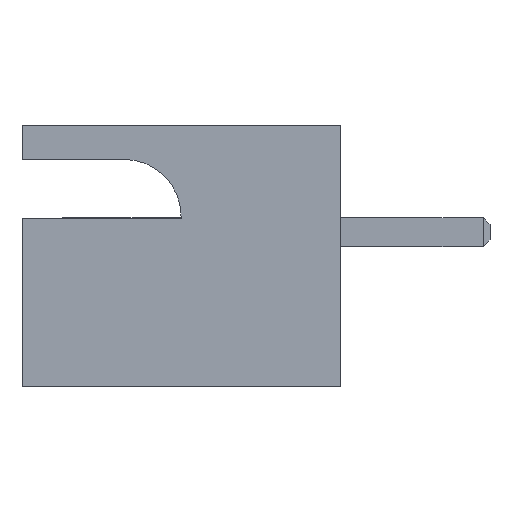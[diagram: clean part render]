
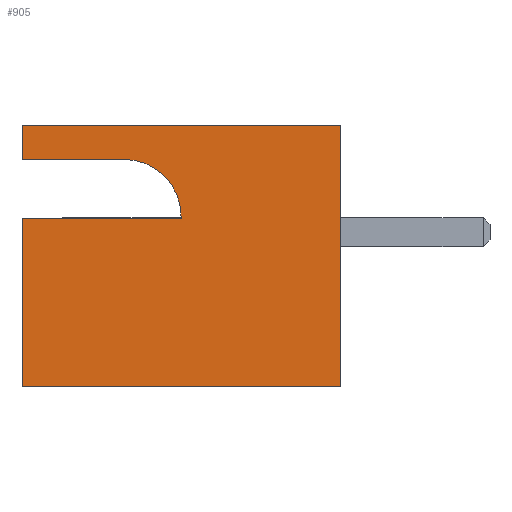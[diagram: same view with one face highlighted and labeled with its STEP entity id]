
A CAD part, left-side view. The second image highlights one B-rep face of the part: STEP entity #905.
In plain terms, the highlighted planar face has unit normal (-1, 0, 0).
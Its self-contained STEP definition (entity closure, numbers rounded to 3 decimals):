
#18 = VERTEX_POINT ( 'NONE', #4758 ) ;
#111 = CARTESIAN_POINT ( 'NONE',  ( -6.2, 7., -2.875 ) ) ;
#166 = VERTEX_POINT ( 'NONE', #2861 ) ;
#173 = ORIENTED_EDGE ( 'NONE', *, *, #1292, .T. ) ;
#259 = CARTESIAN_POINT ( 'NONE',  ( -6.2, 7., 2.125 ) ) ;
#276 = ORIENTED_EDGE ( 'NONE', *, *, #3850, .T. ) ;
#278 = DIRECTION ( 'NONE',  ( 0., 0., 1. ) ) ;
#423 = ORIENTED_EDGE ( 'NONE', *, *, #3412, .T. ) ;
#485 = CARTESIAN_POINT ( 'NONE',  ( -6.2, 7., 2.875 ) ) ;
#539 = VECTOR ( 'NONE', #2167, 1000. ) ;
#556 = CARTESIAN_POINT ( 'NONE',  ( -6.2, 3.5, 0.825 ) ) ;
#579 = EDGE_CURVE ( 'NONE', #3200, #166, #2002, .T. ) ;
#609 = ORIENTED_EDGE ( 'NONE', *, *, #1238, .T. ) ;
#628 = VECTOR ( 'NONE', #2595, 1000. ) ;
#657 = CARTESIAN_POINT ( 'NONE',  ( -6.2, 7., 2.125 ) ) ;
#706 = LINE ( 'NONE', #2947, #2537 ) ;
#803 = VERTEX_POINT ( 'NONE', #1424 ) ;
#835 = DIRECTION ( 'NONE',  ( 0., -1., 0. ) ) ;
#853 = VECTOR ( 'NONE', #278, 1000. ) ;
#896 = ORIENTED_EDGE ( 'NONE', *, *, #4766, .T. ) ;
#905 = ADVANCED_FACE ( 'NONE', ( #4637 ), #2361, .F. ) ;
#952 = CARTESIAN_POINT ( 'NONE',  ( -6.2, 7., -2.875 ) ) ;
#1088 = LINE ( 'NONE', #4521, #853 ) ;
#1230 = CARTESIAN_POINT ( 'NONE',  ( -6.2, 7., 2.875 ) ) ;
#1238 = EDGE_CURVE ( 'NONE', #1548, #18, #3338, .T. ) ;
#1259 = EDGE_CURVE ( 'NONE', #1454, #166, #1088, .T. ) ;
#1292 = EDGE_CURVE ( 'NONE', #3792, #3627, #706, .T. ) ;
#1298 = EDGE_CURVE ( 'NONE', #1548, #3200, #4903, .T. ) ;
#1337 = DIRECTION ( 'NONE',  ( 0., 0., -1. ) ) ;
#1424 = CARTESIAN_POINT ( 'NONE',  ( -6.2, 7., -2.875 ) ) ;
#1440 = VECTOR ( 'NONE', #1337, 1000. ) ;
#1454 = VERTEX_POINT ( 'NONE', #3375 ) ;
#1548 = VERTEX_POINT ( 'NONE', #259 ) ;
#1775 = LINE ( 'NONE', #952, #4253 ) ;
#1972 = DIRECTION ( 'NONE',  ( 1., 0., 0. ) ) ;
#2002 = LINE ( 'NONE', #1230, #4684 ) ;
#2088 = CARTESIAN_POINT ( 'NONE',  ( -6.2, 3.5, 0.875 ) ) ;
#2167 = DIRECTION ( 'NONE',  ( 0., -1., 0. ) ) ;
#2361 = PLANE ( 'NONE',  #4451 ) ;
#2482 = AXIS2_PLACEMENT_3D ( 'NONE', #2579, #3024, #4879 ) ;
#2506 = DIRECTION ( 'NONE',  ( 0., 0., 1. ) ) ;
#2537 = VECTOR ( 'NONE', #4545, 1000. ) ;
#2579 = CARTESIAN_POINT ( 'NONE',  ( -6.2, 4.75, 0.875 ) ) ;
#2595 = DIRECTION ( 'NONE',  ( 0., 0., 1. ) ) ;
#2707 = DIRECTION ( 'NONE',  ( 0., -1., 0. ) ) ;
#2737 = VECTOR ( 'NONE', #2707, 1000. ) ;
#2861 = CARTESIAN_POINT ( 'NONE',  ( -6.2, 0., 2.875 ) ) ;
#2947 = CARTESIAN_POINT ( 'NONE',  ( -6.2, 7., 0.825 ) ) ;
#3024 = DIRECTION ( 'NONE',  ( 1., 0., 0. ) ) ;
#3079 = CARTESIAN_POINT ( 'NONE',  ( -6.2, 7., 0.825 ) ) ;
#3200 = VERTEX_POINT ( 'NONE', #485 ) ;
#3333 = EDGE_LOOP ( 'NONE', ( #3943, #609, #423, #276, #173, #3366, #896, #3348, #4959 ) ) ;
#3338 = LINE ( 'NONE', #657, #539 ) ;
#3348 = ORIENTED_EDGE ( 'NONE', *, *, #1259, .T. ) ;
#3366 = ORIENTED_EDGE ( 'NONE', *, *, #4553, .F. ) ;
#3375 = CARTESIAN_POINT ( 'NONE',  ( -6.2, 0., -2.875 ) ) ;
#3393 = CARTESIAN_POINT ( 'NONE',  ( -6.2, 3.5, 0.875 ) ) ;
#3412 = EDGE_CURVE ( 'NONE', #18, #4877, #3483, .T. ) ;
#3483 = CIRCLE ( 'NONE', #2482, 1.25 ) ;
#3504 = LINE ( 'NONE', #111, #2737 ) ;
#3627 = VERTEX_POINT ( 'NONE', #3079 ) ;
#3766 = CARTESIAN_POINT ( 'NONE',  ( -6.2, 7., -2.875 ) ) ;
#3792 = VERTEX_POINT ( 'NONE', #556 ) ;
#3850 = EDGE_CURVE ( 'NONE', #4877, #3792, #3900, .T. ) ;
#3861 = CARTESIAN_POINT ( 'NONE',  ( -6.2, 7., -2.875 ) ) ;
#3900 = LINE ( 'NONE', #2088, #1440 ) ;
#3943 = ORIENTED_EDGE ( 'NONE', *, *, #1298, .F. ) ;
#4253 = VECTOR ( 'NONE', #2506, 1000. ) ;
#4451 = AXIS2_PLACEMENT_3D ( 'NONE', #3861, #1972, #4600 ) ;
#4521 = CARTESIAN_POINT ( 'NONE',  ( -6.2, 0., -2.875 ) ) ;
#4545 = DIRECTION ( 'NONE',  ( 0., 1., 0. ) ) ;
#4553 = EDGE_CURVE ( 'NONE', #803, #3627, #1775, .T. ) ;
#4600 = DIRECTION ( 'NONE',  ( 0., 0., -1. ) ) ;
#4637 = FACE_OUTER_BOUND ( 'NONE', #3333, .T. ) ;
#4684 = VECTOR ( 'NONE', #835, 1000. ) ;
#4758 = CARTESIAN_POINT ( 'NONE',  ( -6.2, 4.75, 2.125 ) ) ;
#4766 = EDGE_CURVE ( 'NONE', #803, #1454, #3504, .T. ) ;
#4877 = VERTEX_POINT ( 'NONE', #3393 ) ;
#4879 = DIRECTION ( 'NONE',  ( 0., 0., -1. ) ) ;
#4903 = LINE ( 'NONE', #3766, #628 ) ;
#4959 = ORIENTED_EDGE ( 'NONE', *, *, #579, .F. ) ;
